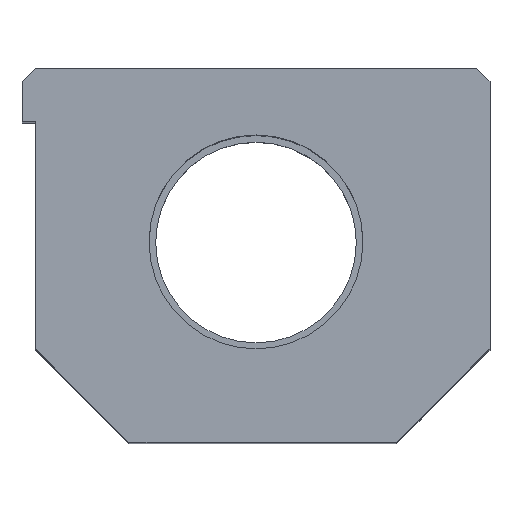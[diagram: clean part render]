
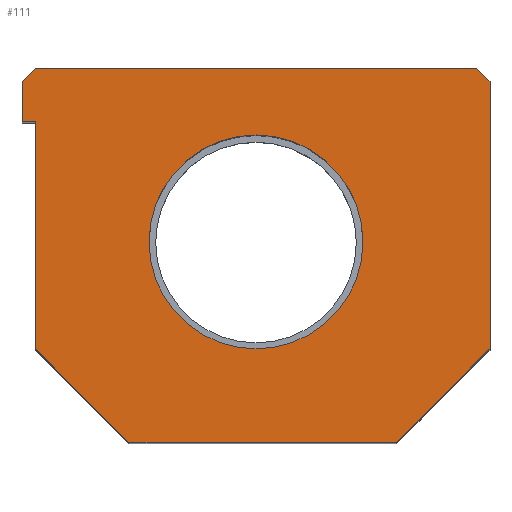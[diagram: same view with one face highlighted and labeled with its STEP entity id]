
A CAD part, top view. The second image highlights one B-rep face of the part: STEP entity #111.
In plain terms, the highlighted planar face has unit normal (0, 0, 1).
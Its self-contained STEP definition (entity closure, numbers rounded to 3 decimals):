
#111 = ADVANCED_FACE( '', ( #251, #252 ), #253, .T. );
#251 = FACE_OUTER_BOUND( '', #416, .T. );
#252 = FACE_BOUND( '', #417, .T. );
#253 = PLANE( '', #418 );
#416 = EDGE_LOOP( '', ( #671, #672, #673, #674, #675, #676, #677, #678, #679, #680 ) );
#417 = EDGE_LOOP( '', ( #681 ) );
#418 = AXIS2_PLACEMENT_3D( '', #682, #683, #684 );
#671 = ORIENTED_EDGE( '', *, *, #923, .T. );
#672 = ORIENTED_EDGE( '', *, *, #926, .T. );
#673 = ORIENTED_EDGE( '', *, *, #928, .T. );
#674 = ORIENTED_EDGE( '', *, *, #929, .T. );
#675 = ORIENTED_EDGE( '', *, *, #845, .T. );
#676 = ORIENTED_EDGE( '', *, *, #930, .T. );
#677 = ORIENTED_EDGE( '', *, *, #931, .T. );
#678 = ORIENTED_EDGE( '', *, *, #917, .T. );
#679 = ORIENTED_EDGE( '', *, *, #932, .T. );
#680 = ORIENTED_EDGE( '', *, *, #851, .T. );
#681 = ORIENTED_EDGE( '', *, *, #866, .T. );
#682 = CARTESIAN_POINT( '', ( 0., 0., 62. ) );
#683 = DIRECTION( '', ( 0., 0., 1. ) );
#684 = DIRECTION( '', ( 1., 0., 0. ) );
#845 = EDGE_CURVE( '', #981, #979, #982, .T. );
#851 = EDGE_CURVE( '', #992, #990, #993, .T. );
#866 = EDGE_CURVE( '', #1017, #1017, #1018, .T. );
#917 = EDGE_CURVE( '', #1100, #1098, #1101, .T. );
#923 = EDGE_CURVE( '', #990, #1107, #1109, .T. );
#926 = EDGE_CURVE( '', #1107, #1111, #1113, .T. );
#928 = EDGE_CURVE( '', #1111, #1115, #1116, .T. );
#929 = EDGE_CURVE( '', #1115, #981, #1117, .T. );
#930 = EDGE_CURVE( '', #979, #1118, #1119, .T. );
#931 = EDGE_CURVE( '', #1118, #1100, #1120, .T. );
#932 = EDGE_CURVE( '', #1098, #992, #1121, .T. );
#979 = VERTEX_POINT( '', #1173 );
#981 = VERTEX_POINT( '', #1176 );
#982 = LINE( '', #1177, #1178 );
#990 = VERTEX_POINT( '', #1188 );
#992 = VERTEX_POINT( '', #1191 );
#993 = LINE( '', #1192, #1193 );
#1017 = VERTEX_POINT( '', #1225 );
#1018 = CIRCLE( '', #1226, 8. );
#1098 = VERTEX_POINT( '', #1362 );
#1100 = VERTEX_POINT( '', #1365 );
#1101 = LINE( '', #1366, #1367 );
#1107 = VERTEX_POINT( '', #1375 );
#1109 = LINE( '', #1378, #1379 );
#1111 = VERTEX_POINT( '', #1381 );
#1113 = LINE( '', #1384, #1385 );
#1115 = VERTEX_POINT( '', #1387 );
#1116 = LINE( '', #1388, #1389 );
#1117 = LINE( '', #1390, #1391 );
#1118 = VERTEX_POINT( '', #1392 );
#1119 = LINE( '', #1393, #1394 );
#1120 = LINE( '', #1395, #1396 );
#1121 = LINE( '', #1397, #1398 );
#1173 = CARTESIAN_POINT( '', ( -9.5, 0., 62. ) );
#1176 = CARTESIAN_POINT( '', ( -16.5, 7., 62. ) );
#1177 = CARTESIAN_POINT( '', ( -16.5, 7., 62. ) );
#1178 = VECTOR( '', #1457, 1000. );
#1188 = CARTESIAN_POINT( '', ( -16.5, 28., 62. ) );
#1191 = CARTESIAN_POINT( '', ( 16.5, 28., 62. ) );
#1192 = CARTESIAN_POINT( '', ( 16.5, 28., 62. ) );
#1193 = VECTOR( '', #1464, 1000. );
#1225 = CARTESIAN_POINT( '', ( -8., 15., 62. ) );
#1226 = AXIS2_PLACEMENT_3D( '', #1482, #1483, #1484 );
#1362 = CARTESIAN_POINT( '', ( 17.5, 27., 62. ) );
#1365 = CARTESIAN_POINT( '', ( 17.5, 7., 62. ) );
#1366 = CARTESIAN_POINT( '', ( 17.5, 7., 62. ) );
#1367 = VECTOR( '', #1557, 1000. );
#1375 = CARTESIAN_POINT( '', ( -17.5, 27., 62. ) );
#1378 = CARTESIAN_POINT( '', ( -16.5, 28., 62. ) );
#1379 = VECTOR( '', #1564, 1000. );
#1381 = CARTESIAN_POINT( '', ( -17.5, 24., 62. ) );
#1384 = CARTESIAN_POINT( '', ( -17.5, 27., 62. ) );
#1385 = VECTOR( '', #1566, 1000. );
#1387 = CARTESIAN_POINT( '', ( -16.5, 24., 62. ) );
#1388 = CARTESIAN_POINT( '', ( -17.5, 24., 62. ) );
#1389 = VECTOR( '', #1567, 1000. );
#1390 = CARTESIAN_POINT( '', ( -16.5, 24., 62. ) );
#1391 = VECTOR( '', #1568, 1000. );
#1392 = CARTESIAN_POINT( '', ( 10.5, 0., 62. ) );
#1393 = CARTESIAN_POINT( '', ( -9.5, 0., 62. ) );
#1394 = VECTOR( '', #1569, 1000. );
#1395 = CARTESIAN_POINT( '', ( 10.5, 0., 62. ) );
#1396 = VECTOR( '', #1570, 1000. );
#1397 = CARTESIAN_POINT( '', ( 17.5, 27., 62. ) );
#1398 = VECTOR( '', #1571, 1000. );
#1457 = DIRECTION( '', ( 0.707, -0.707, 0. ) );
#1464 = DIRECTION( '', ( -1., 0., 0. ) );
#1482 = CARTESIAN_POINT( '', ( 0., 15., 62. ) );
#1483 = DIRECTION( '', ( 0., 0., -1. ) );
#1484 = DIRECTION( '', ( -1., 0., 0. ) );
#1557 = DIRECTION( '', ( 0., 1., 0. ) );
#1564 = DIRECTION( '', ( -0.707, -0.707, 0. ) );
#1566 = DIRECTION( '', ( 0., -1., 0. ) );
#1567 = DIRECTION( '', ( 1., 0., 0. ) );
#1568 = DIRECTION( '', ( 0., -1., 0. ) );
#1569 = DIRECTION( '', ( 1., 0., 0. ) );
#1570 = DIRECTION( '', ( 0.707, 0.707, 0. ) );
#1571 = DIRECTION( '', ( -0.707, 0.707, 0. ) );
